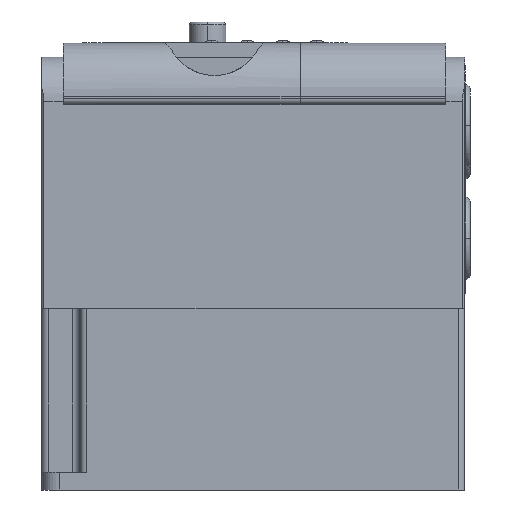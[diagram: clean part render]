
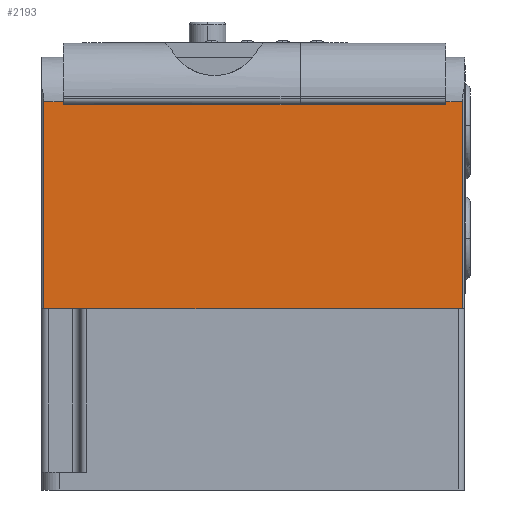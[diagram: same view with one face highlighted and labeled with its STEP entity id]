
A CAD part, left-side view. The second image highlights one B-rep face of the part: STEP entity #2193.
In plain terms, the highlighted planar face has unit normal (-1, 0, 0).
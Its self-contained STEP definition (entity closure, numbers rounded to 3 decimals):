
#244 = CARTESIAN_POINT ( 'NONE',  ( 11.567, 192.45, -94.2 ) ) ;
#379 = EDGE_LOOP ( 'NONE', ( #2259, #8443, #14040, #4701, #11004, #1485, #6843, #13186, #3296, #9208, #5718, #5678 ) ) ;
#577 = DIRECTION ( 'NONE',  ( 0., 0., 1. ) ) ;
#710 = VECTOR ( 'NONE', #1245, 1000. ) ;
#838 = CARTESIAN_POINT ( 'NONE',  ( 11.567, 192.45, -24.2 ) ) ;
#1207 = CARTESIAN_POINT ( 'NONE',  ( 11.567, 56.25, -24.2 ) ) ;
#1245 = DIRECTION ( 'NONE',  ( 0., -1., 0. ) ) ;
#1280 = CARTESIAN_POINT ( 'NONE',  ( 11.567, 185.95, -9.2 ) ) ;
#1330 = DIRECTION ( 'NONE',  ( 0., -1., 0. ) ) ;
#1342 = CARTESIAN_POINT ( 'NONE',  ( 11.567, 171.05, -25.2 ) ) ;
#1485 = ORIENTED_EDGE ( 'NONE', *, *, #3407, .T. ) ;
#1662 = DIRECTION ( 'NONE',  ( 0., 0., -1. ) ) ;
#1684 = VECTOR ( 'NONE', #13219, 1000. ) ;
#1844 = CARTESIAN_POINT ( 'NONE',  ( 11.567, 56.55, -25.2 ) ) ;
#1993 = CARTESIAN_POINT ( 'NONE',  ( 11.567, 105.85, -25.2 ) ) ;
#2193 = ADVANCED_FACE ( 'NONE', ( #3426 ), #8321, .F. ) ;
#2201 = CARTESIAN_POINT ( 'NONE',  ( 11.567, 185.95, -25.2 ) ) ;
#2259 = ORIENTED_EDGE ( 'NONE', *, *, #13505, .F. ) ;
#2403 = CARTESIAN_POINT ( 'NONE',  ( 11.567, 185.95, -24.2 ) ) ;
#2619 = EDGE_CURVE ( 'NONE', #4381, #4981, #11098, .T. ) ;
#2942 = EDGE_CURVE ( 'NONE', #4397, #4968, #9277, .T. ) ;
#3007 = EDGE_CURVE ( 'NONE', #4942, #4968, #3961, .T. ) ;
#3045 = EDGE_CURVE ( 'NONE', #4920, #4942, #9118, .T. ) ;
#3068 = EDGE_CURVE ( 'NONE', #5116, #4920, #9008, .T. ) ;
#3155 = CARTESIAN_POINT ( 'NONE',  ( 11.567, 105.85, -4.4 ) ) ;
#3296 = ORIENTED_EDGE ( 'NONE', *, *, #3672, .F. ) ;
#3326 = VECTOR ( 'NONE', #12463, 1000. ) ;
#3344 = LINE ( 'NONE', #12552, #3326 ) ;
#3407 = EDGE_CURVE ( 'NONE', #5116, #5173, #9037, .T. ) ;
#3426 = FACE_OUTER_BOUND ( 'NONE', #379, .T. ) ;
#3455 = EDGE_CURVE ( 'NONE', #5173, #5309, #13515, .T. ) ;
#3539 = EDGE_CURVE ( 'NONE', #5309, #5357, #5156, .T. ) ;
#3672 = EDGE_CURVE ( 'NONE', #5161, #5357, #4156, .T. ) ;
#3697 = EDGE_CURVE ( 'NONE', #5161, #4981, #4080, .T. ) ;
#3811 = EDGE_CURVE ( 'NONE', #4381, #4412, #3344, .T. ) ;
#3843 = DIRECTION ( 'NONE',  ( 0., -1., 0. ) ) ;
#3961 = LINE ( 'NONE', #1342, #9128 ) ;
#4014 = DIRECTION ( 'NONE',  ( 0., 0., -1. ) ) ;
#4072 = VECTOR ( 'NONE', #5998, 1000. ) ;
#4080 = LINE ( 'NONE', #9254, #1684 ) ;
#4100 = CARTESIAN_POINT ( 'NONE',  ( 11.567, 192.45, -25.2 ) ) ;
#4156 = LINE ( 'NONE', #13342, #11075 ) ;
#4175 = DIRECTION ( 'NONE',  ( 0., -1., 0. ) ) ;
#4381 = VERTEX_POINT ( 'NONE', #7602 ) ;
#4397 = VERTEX_POINT ( 'NONE', #7584 ) ;
#4403 = CARTESIAN_POINT ( 'NONE',  ( 11.567, 56.25, -94.2 ) ) ;
#4412 = VERTEX_POINT ( 'NONE', #7613 ) ;
#4701 = ORIENTED_EDGE ( 'NONE', *, *, #3045, .F. ) ;
#4920 = VERTEX_POINT ( 'NONE', #2403 ) ;
#4942 = VERTEX_POINT ( 'NONE', #2201 ) ;
#4968 = VERTEX_POINT ( 'NONE', #1993 ) ;
#4981 = VERTEX_POINT ( 'NONE', #1844 ) ;
#5116 = VERTEX_POINT ( 'NONE', #838 ) ;
#5156 = LINE ( 'NONE', #14215, #12386 ) ;
#5161 = VERTEX_POINT ( 'NONE', #11274 ) ;
#5173 = VERTEX_POINT ( 'NONE', #244 ) ;
#5309 = VERTEX_POINT ( 'NONE', #13497 ) ;
#5357 = VERTEX_POINT ( 'NONE', #13050 ) ;
#5678 = ORIENTED_EDGE ( 'NONE', *, *, #3811, .T. ) ;
#5718 = ORIENTED_EDGE ( 'NONE', *, *, #2619, .F. ) ;
#5998 = DIRECTION ( 'NONE',  ( 0., -1., 0. ) ) ;
#6609 = VECTOR ( 'NONE', #4175, 1000. ) ;
#6616 = CARTESIAN_POINT ( 'NONE',  ( 11.567, 192.45, -24.2 ) ) ;
#6843 = ORIENTED_EDGE ( 'NONE', *, *, #3455, .T. ) ;
#6934 = LINE ( 'NONE', #6616, #4072 ) ;
#7098 = VECTOR ( 'NONE', #8163, 1000. ) ;
#7584 = CARTESIAN_POINT ( 'NONE',  ( 11.567, 105.85, -24.2 ) ) ;
#7602 = CARTESIAN_POINT ( 'NONE',  ( 11.567, 105.65, -25.2 ) ) ;
#7613 = CARTESIAN_POINT ( 'NONE',  ( 11.567, 105.65, -24.2 ) ) ;
#8151 = DIRECTION ( 'NONE',  ( 0., 1., 0. ) ) ;
#8163 = DIRECTION ( 'NONE',  ( 0., 0., -1. ) ) ;
#8168 = DIRECTION ( 'NONE',  ( 1., 0., 0. ) ) ;
#8171 = CARTESIAN_POINT ( 'NONE',  ( 11.567, 192.45, -9.2 ) ) ;
#8237 = VECTOR ( 'NONE', #1662, 1000. ) ;
#8315 = CARTESIAN_POINT ( 'NONE',  ( 11.567, 192.45, -9.2 ) ) ;
#8321 = PLANE ( 'NONE',  #10002 ) ;
#8443 = ORIENTED_EDGE ( 'NONE', *, *, #2942, .T. ) ;
#9008 = LINE ( 'NONE', #1207, #710 ) ;
#9014 = VECTOR ( 'NONE', #4014, 1000. ) ;
#9037 = LINE ( 'NONE', #8315, #7098 ) ;
#9118 = LINE ( 'NONE', #1280, #9014 ) ;
#9128 = VECTOR ( 'NONE', #1330, 1000. ) ;
#9208 = ORIENTED_EDGE ( 'NONE', *, *, #3697, .T. ) ;
#9254 = CARTESIAN_POINT ( 'NONE',  ( 11.567, 56.55, -4.4 ) ) ;
#9277 = LINE ( 'NONE', #3155, #8237 ) ;
#10002 = AXIS2_PLACEMENT_3D ( 'NONE', #8171, #8168, #8151 ) ;
#11004 = ORIENTED_EDGE ( 'NONE', *, *, #3068, .F. ) ;
#11034 = VECTOR ( 'NONE', #3843, 1000. ) ;
#11075 = VECTOR ( 'NONE', #13383, 1000. ) ;
#11098 = LINE ( 'NONE', #4100, #11034 ) ;
#11274 = CARTESIAN_POINT ( 'NONE',  ( 11.567, 56.55, -24.2 ) ) ;
#12386 = VECTOR ( 'NONE', #577, 1000. ) ;
#12463 = DIRECTION ( 'NONE',  ( 0., 0., 1. ) ) ;
#12552 = CARTESIAN_POINT ( 'NONE',  ( 11.567, 105.65, -4.4 ) ) ;
#13050 = CARTESIAN_POINT ( 'NONE',  ( 11.567, 51.05, -24.2 ) ) ;
#13186 = ORIENTED_EDGE ( 'NONE', *, *, #3539, .T. ) ;
#13219 = DIRECTION ( 'NONE',  ( 0., 0., -1. ) ) ;
#13342 = CARTESIAN_POINT ( 'NONE',  ( 11.567, 56.25, -24.2 ) ) ;
#13383 = DIRECTION ( 'NONE',  ( 0., -1., 0. ) ) ;
#13497 = CARTESIAN_POINT ( 'NONE',  ( 11.567, 51.05, -94.2 ) ) ;
#13505 = EDGE_CURVE ( 'NONE', #4397, #4412, #6934, .T. ) ;
#13515 = LINE ( 'NONE', #4403, #6609 ) ;
#14040 = ORIENTED_EDGE ( 'NONE', *, *, #3007, .F. ) ;
#14215 = CARTESIAN_POINT ( 'NONE',  ( 11.567, 51.05, -9.2 ) ) ;
